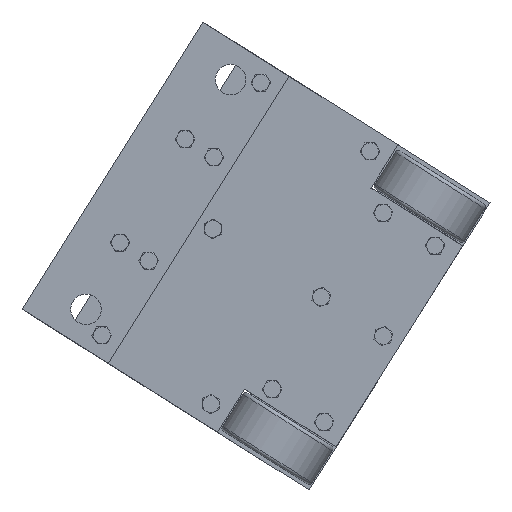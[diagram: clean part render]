
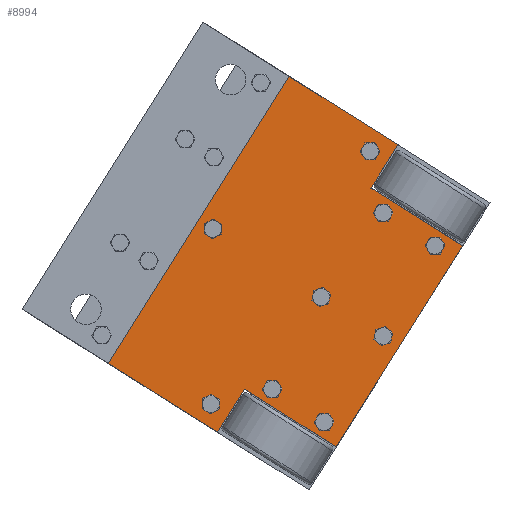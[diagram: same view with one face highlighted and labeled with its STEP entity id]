
A CAD part, left-side view. The second image highlights one B-rep face of the part: STEP entity #8994.
In plain terms, the highlighted face is planar.
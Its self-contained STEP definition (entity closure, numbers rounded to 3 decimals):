
#568=FACE_BOUND('',#1832,.T.);
#569=FACE_BOUND('',#1833,.T.);
#570=FACE_BOUND('',#1834,.T.);
#571=FACE_BOUND('',#1835,.T.);
#572=FACE_BOUND('',#1836,.T.);
#573=FACE_BOUND('',#1837,.T.);
#574=FACE_BOUND('',#1838,.T.);
#575=FACE_BOUND('',#1839,.T.);
#576=FACE_BOUND('',#1840,.T.);
#769=CIRCLE('',#9804,1.25);
#771=CIRCLE('',#9807,1.25);
#773=CIRCLE('',#9810,1.25);
#781=CIRCLE('',#9820,1.25);
#782=CIRCLE('',#9821,1.25);
#783=CIRCLE('',#9822,1.25);
#784=CIRCLE('',#9823,1.25);
#785=CIRCLE('',#9824,1.25);
#786=CIRCLE('',#9825,1.25);
#1234=FACE_OUTER_BOUND('',#1831,.T.);
#1831=EDGE_LOOP('',(#6304,#6305,#6306,#6307,#6308,#6309,#6310,#6311));
#1832=EDGE_LOOP('',(#6312));
#1833=EDGE_LOOP('',(#6313));
#1834=EDGE_LOOP('',(#6314));
#1835=EDGE_LOOP('',(#6315));
#1836=EDGE_LOOP('',(#6316));
#1837=EDGE_LOOP('',(#6317));
#1838=EDGE_LOOP('',(#6318));
#1839=EDGE_LOOP('',(#6319));
#1840=EDGE_LOOP('',(#6320));
#2533=LINE('',#13571,#3330);
#2534=LINE('',#13573,#3331);
#2535=LINE('',#13575,#3332);
#2536=LINE('',#13577,#3333);
#2537=LINE('',#13579,#3334);
#2538=LINE('',#13581,#3335);
#2539=LINE('',#13583,#3336);
#2540=LINE('',#13584,#3337);
#3330=VECTOR('',#10886,10.);
#3331=VECTOR('',#10887,10.);
#3332=VECTOR('',#10888,10.);
#3333=VECTOR('',#10889,10.);
#3334=VECTOR('',#10890,10.);
#3335=VECTOR('',#10891,10.);
#3336=VECTOR('',#10892,10.);
#3337=VECTOR('',#10893,10.);
#4145=VERTEX_POINT('',#13525);
#4147=VERTEX_POINT('',#13530);
#4149=VERTEX_POINT('',#13535);
#4165=VERTEX_POINT('',#13569);
#4166=VERTEX_POINT('',#13570);
#4167=VERTEX_POINT('',#13572);
#4168=VERTEX_POINT('',#13574);
#4169=VERTEX_POINT('',#13576);
#4170=VERTEX_POINT('',#13578);
#4171=VERTEX_POINT('',#13580);
#4172=VERTEX_POINT('',#13582);
#4173=VERTEX_POINT('',#13585);
#4174=VERTEX_POINT('',#13587);
#4175=VERTEX_POINT('',#13589);
#4176=VERTEX_POINT('',#13591);
#4177=VERTEX_POINT('',#13593);
#4178=VERTEX_POINT('',#13595);
#4994=EDGE_CURVE('',#4145,#4145,#769,.T.);
#4996=EDGE_CURVE('',#4147,#4147,#771,.T.);
#4998=EDGE_CURVE('',#4149,#4149,#773,.T.);
#5014=EDGE_CURVE('',#4165,#4166,#2533,.T.);
#5015=EDGE_CURVE('',#4167,#4166,#2534,.T.);
#5016=EDGE_CURVE('',#4168,#4167,#2535,.T.);
#5017=EDGE_CURVE('',#4169,#4168,#2536,.T.);
#5018=EDGE_CURVE('',#4170,#4169,#2537,.T.);
#5019=EDGE_CURVE('',#4170,#4171,#2538,.T.);
#5020=EDGE_CURVE('',#4171,#4172,#2539,.T.);
#5021=EDGE_CURVE('',#4172,#4165,#2540,.T.);
#5022=EDGE_CURVE('',#4173,#4173,#781,.T.);
#5023=EDGE_CURVE('',#4174,#4174,#782,.T.);
#5024=EDGE_CURVE('',#4175,#4175,#783,.T.);
#5025=EDGE_CURVE('',#4176,#4176,#784,.T.);
#5026=EDGE_CURVE('',#4177,#4177,#785,.T.);
#5027=EDGE_CURVE('',#4178,#4178,#786,.T.);
#6304=ORIENTED_EDGE('',*,*,#5014,.T.);
#6305=ORIENTED_EDGE('',*,*,#5015,.F.);
#6306=ORIENTED_EDGE('',*,*,#5016,.F.);
#6307=ORIENTED_EDGE('',*,*,#5017,.F.);
#6308=ORIENTED_EDGE('',*,*,#5018,.F.);
#6309=ORIENTED_EDGE('',*,*,#5019,.T.);
#6310=ORIENTED_EDGE('',*,*,#5020,.T.);
#6311=ORIENTED_EDGE('',*,*,#5021,.T.);
#6312=ORIENTED_EDGE('',*,*,#5022,.T.);
#6313=ORIENTED_EDGE('',*,*,#4994,.T.);
#6314=ORIENTED_EDGE('',*,*,#4996,.T.);
#6315=ORIENTED_EDGE('',*,*,#4998,.T.);
#6316=ORIENTED_EDGE('',*,*,#5023,.T.);
#6317=ORIENTED_EDGE('',*,*,#5024,.T.);
#6318=ORIENTED_EDGE('',*,*,#5025,.T.);
#6319=ORIENTED_EDGE('',*,*,#5026,.T.);
#6320=ORIENTED_EDGE('',*,*,#5027,.T.);
#8634=PLANE('',#9819);
#8994=ADVANCED_FACE('',(#1234,#568,#569,#570,#571,#572,#573,#574,#575,#576),
#8634,.T.);
#9804=AXIS2_PLACEMENT_3D('',#13526,#10846,#10847);
#9807=AXIS2_PLACEMENT_3D('',#13531,#10852,#10853);
#9810=AXIS2_PLACEMENT_3D('',#13536,#10858,#10859);
#9819=AXIS2_PLACEMENT_3D('',#13568,#10884,#10885);
#9820=AXIS2_PLACEMENT_3D('',#13586,#10894,#10895);
#9821=AXIS2_PLACEMENT_3D('',#13588,#10896,#10897);
#9822=AXIS2_PLACEMENT_3D('',#13590,#10898,#10899);
#9823=AXIS2_PLACEMENT_3D('',#13592,#10900,#10901);
#9824=AXIS2_PLACEMENT_3D('',#13594,#10902,#10903);
#9825=AXIS2_PLACEMENT_3D('',#13596,#10904,#10905);
#10846=DIRECTION('center_axis',(0.,-1.,0.));
#10847=DIRECTION('ref_axis',(-1.,0.,0.));
#10852=DIRECTION('center_axis',(0.,-1.,0.));
#10853=DIRECTION('ref_axis',(-1.,0.,0.));
#10858=DIRECTION('center_axis',(0.,-1.,0.));
#10859=DIRECTION('ref_axis',(-1.,0.,0.));
#10884=DIRECTION('center_axis',(0.,1.,0.));
#10885=DIRECTION('ref_axis',(0.,0.,1.));
#10886=DIRECTION('',(1.,0.,0.));
#10887=DIRECTION('',(0.,0.,1.));
#10888=DIRECTION('',(-1.,0.,0.));
#10889=DIRECTION('',(0.,0.,1.));
#10890=DIRECTION('',(1.,0.,0.));
#10891=DIRECTION('',(0.,0.,1.));
#10892=DIRECTION('',(1.,0.,0.));
#10893=DIRECTION('',(0.,0.,1.));
#10894=DIRECTION('center_axis',(0.,-1.,0.));
#10895=DIRECTION('ref_axis',(0.,0.,-1.));
#10896=DIRECTION('center_axis',(0.,-1.,0.));
#10897=DIRECTION('ref_axis',(0.,0.,-1.));
#10898=DIRECTION('center_axis',(0.,-1.,0.));
#10899=DIRECTION('ref_axis',(0.,0.,-1.));
#10900=DIRECTION('center_axis',(0.,-1.,0.));
#10901=DIRECTION('ref_axis',(1.,0.,0.));
#10902=DIRECTION('center_axis',(0.,-1.,0.));
#10903=DIRECTION('ref_axis',(1.,0.,0.));
#10904=DIRECTION('center_axis',(0.,-1.,0.));
#10905=DIRECTION('ref_axis',(1.,0.,0.));
#13525=CARTESIAN_POINT('',(31.95,3.,28.05));
#13526=CARTESIAN_POINT('Origin',(30.7,3.,28.05));
#13530=CARTESIAN_POINT('',(45.25,3.,-3.));
#13531=CARTESIAN_POINT('Origin',(44.,3.,-3.));
#13535=CARTESIAN_POINT('',(31.95,3.,9.95));
#13536=CARTESIAN_POINT('Origin',(30.7,3.,9.95));
#13568=CARTESIAN_POINT('Origin',(-23.,3.,-2.));
#13569=CARTESIAN_POINT('',(-35.,3.,35.));
#13570=CARTESIAN_POINT('',(35.,3.,35.));
#13571=CARTESIAN_POINT('',(0.,3.,35.));
#13572=CARTESIAN_POINT('',(35.,3.,3.));
#13573=CARTESIAN_POINT('',(35.,3.,35.));
#13574=CARTESIAN_POINT('',(50.,3.,3.));
#13575=CARTESIAN_POINT('',(35.,3.,3.));
#13576=CARTESIAN_POINT('',(50.,3.,-35.));
#13577=CARTESIAN_POINT('',(50.,3.,3.));
#13578=CARTESIAN_POINT('',(-50.,3.,-35.));
#13579=CARTESIAN_POINT('',(50.,3.,-35.));
#13580=CARTESIAN_POINT('',(-50.,3.,3.));
#13581=CARTESIAN_POINT('',(-50.,3.,3.));
#13582=CARTESIAN_POINT('',(-35.,3.,3.));
#13583=CARTESIAN_POINT('',(-35.,3.,3.));
#13584=CARTESIAN_POINT('',(-35.,3.,35.));
#13585=CARTESIAN_POINT('',(0.,3.,-31.25));
#13586=CARTESIAN_POINT('Origin',(0.,3.,-30.));
#13587=CARTESIAN_POINT('',(0.,3.,28.05));
#13588=CARTESIAN_POINT('Origin',(0.,3.,29.3));
#13589=CARTESIAN_POINT('',(0.,3.,6.45));
#13590=CARTESIAN_POINT('Origin',(0.,3.,7.7));
#13591=CARTESIAN_POINT('',(-31.95,3.,28.05));
#13592=CARTESIAN_POINT('Origin',(-30.7,3.,28.05));
#13593=CARTESIAN_POINT('',(-31.95,3.,9.95));
#13594=CARTESIAN_POINT('Origin',(-30.7,3.,9.95));
#13595=CARTESIAN_POINT('',(-45.25,3.,-3.));
#13596=CARTESIAN_POINT('Origin',(-44.,3.,-3.));
